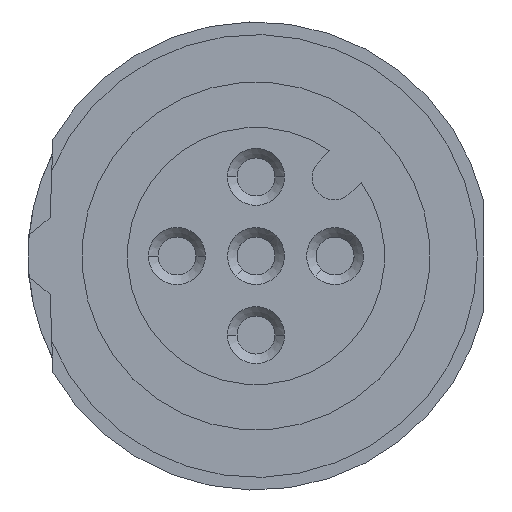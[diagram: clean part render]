
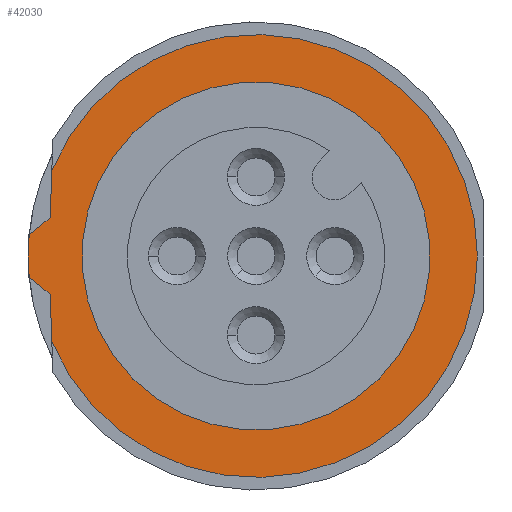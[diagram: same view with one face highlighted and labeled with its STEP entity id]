
A CAD part, left-side view. The second image highlights one B-rep face of the part: STEP entity #42030.
In plain terms, the highlighted planar face has unit normal (-1, 0, 0).
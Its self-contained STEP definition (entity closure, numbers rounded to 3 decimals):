
#38650=CARTESIAN_POINT('',(-43.21,7.2,
0.));
#38660=VERTEX_POINT('',#38650);
#38690=CARTESIAN_POINT('',(-43.21,0.,
0.));
#38700=DIRECTION('',(1.,0.,0.));
#38710=DIRECTION('',(0.,1.,0.));
#38720=AXIS2_PLACEMENT_3D('',#38690,#38700,#38710);
#38730=CIRCLE('',#38720,7.2);
#38740=CARTESIAN_POINT('',(-43.21,7.168,
-0.675));
#38750=VERTEX_POINT('',#38740);
#38760=EDGE_CURVE('',#38750,#38660,#38730,.T.);
#41110=CARTESIAN_POINT('',(-43.21,6.455,
2.708));
#41120=VERTEX_POINT('',#41110);
#41150=CARTESIAN_POINT('',(-43.21,6.081,
13.419));
#41160=DIRECTION('',(0.,0.035,
-0.999));
#41170=VECTOR('',#41160,1.);
#41180=LINE('',#41150,#41170);
#41190=CARTESIAN_POINT('',(-43.21,6.507,
1.21));
#41200=VERTEX_POINT('',#41190);
#41210=EDGE_CURVE('',#41120,#41200,#41180,.T.);
#41460=CARTESIAN_POINT('',(-43.21,4.446,4.393
));
#41470=DIRECTION('',(-1.,0.,0.));
#41480=DIRECTION('',(0.,-0.711,
-0.703));
#41490=AXIS2_PLACEMENT_3D('',#41460,#41470,#41480);
#41500=PLANE('',#41490);
#41510=CARTESIAN_POINT('',(-43.21,0.,
0.));
#41520=DIRECTION('',(-1.,0.,0.));
#41530=DIRECTION('',(0.,0.707,
-0.707));
#41540=AXIS2_PLACEMENT_3D('',#41510,#41520,#41530);
#41550=CIRCLE('',#41540,5.5);
#41560=CARTESIAN_POINT('',(-43.21,3.889,
-3.889));
#41570=VERTEX_POINT('',#41560);
#41580=CARTESIAN_POINT('',(-43.21,-3.889,
3.889));
#41590=VERTEX_POINT('',#41580);
#41600=EDGE_CURVE('',#41570,#41590,#41550,.T.);
#41610=ORIENTED_EDGE('',*,*,#41600,.F.);
#41620=EDGE_CURVE('',#41590,#41570,#41550,.T.);
#41630=ORIENTED_EDGE('',*,*,#41620,.F.);
#41640=EDGE_LOOP('',(#41630,#41610));
#41650=FACE_BOUND('',#41640,.T.);
#41660=ORIENTED_EDGE('',*,*,#38760,.F.);
#41670=CARTESIAN_POINT('',(-43.21,7.168,
0.675));
#41680=VERTEX_POINT('',#41670);
#41690=EDGE_CURVE('',#38660,#41680,#38730,.T.);
#41700=ORIENTED_EDGE('',*,*,#41690,.F.);
#41710=CARTESIAN_POINT('',(-43.21,-0.475,
6.864));
#41720=DIRECTION('',(0.,0.777,
-0.629));
#41730=VECTOR('',#41720,1.);
#41740=LINE('',#41710,#41730);
#41750=EDGE_CURVE('',#41200,#41680,#41740,.T.);
#41760=ORIENTED_EDGE('',*,*,#41750,.T.);
#41770=ORIENTED_EDGE('',*,*,#41210,.T.);
#41780=CARTESIAN_POINT('',(-43.21,0.,
0.));
#41790=DIRECTION('',(-1.,0.,0.));
#41800=DIRECTION('',(0.,0.707,
0.707));
#41810=AXIS2_PLACEMENT_3D('',#41780,#41790,#41800);
#41820=CIRCLE('',#41810,7.);
#41830=CARTESIAN_POINT('',(-43.21,6.455,
-2.708));
#41840=VERTEX_POINT('',#41830);
#41850=EDGE_CURVE('',#41840,#41120,#41820,.T.);
#41860=ORIENTED_EDGE('',*,*,#41850,.T.);
#41870=CARTESIAN_POINT('',(-43.21,6.452,
-2.782));
#41880=DIRECTION('',(0.,-0.035,
-0.999));
#41890=VECTOR('',#41880,1.);
#41900=LINE('',#41870,#41890);
#41910=CARTESIAN_POINT('',(-43.21,6.507,
-1.21));
#41920=VERTEX_POINT('',#41910);
#41930=EDGE_CURVE('',#41920,#41840,#41900,.T.);
#41940=ORIENTED_EDGE('',*,*,#41930,.T.);
#41950=CARTESIAN_POINT('',(-43.21,5.608,
-1.938));
#41960=DIRECTION('',(0.,-0.777,
-0.629));
#41970=VECTOR('',#41960,1.);
#41980=LINE('',#41950,#41970);
#41990=EDGE_CURVE('',#38750,#41920,#41980,.T.);
#42000=ORIENTED_EDGE('',*,*,#41990,.T.);
#42010=EDGE_LOOP('',(#42000,#41940,#41860,#41770,#41760,#41700,#41660));
#42020=FACE_OUTER_BOUND('',#42010,.T.);
#42030=ADVANCED_FACE('',(#41650,#42020),#41500,.T.);
